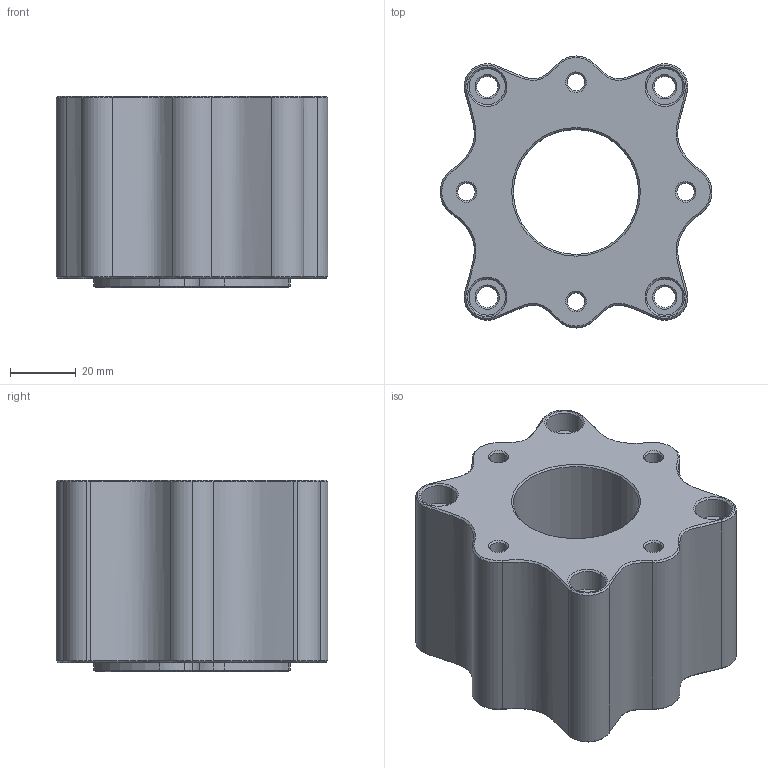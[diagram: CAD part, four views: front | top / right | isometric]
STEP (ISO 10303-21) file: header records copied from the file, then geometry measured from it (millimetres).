
FILE_DESCRIPTION (( 'STEP AP214' ), '1' );
FILE_NAME ('linear_motor_mount_2.STEP', '2023-06-19T22:54:50', ( '' ), ( '' ), 'SwSTEP 2.0', 'SolidWorks 2022', '' );
FILE_SCHEMA (( 'AUTOMOTIVE_DESIGN' ));
Length unit declared in the file: millimetre
Products named in the file (1): linear_motor_mount_2
Bounding box: 82.67 x 82.67 x 58.3 mm (x, y, z)
Volume: 209395.7 mm3; surface area: 40628.3 mm2
Topology: 1 solids, 1 shells, 188 faces, 441 edges, 260 vertices
Faces by surface type: cone 94, cylinder 59, bspline 24, plane 11
Entity records: 10867 total; most frequent: CARTESIAN_POINT 6550, DIRECTION 923, ORIENTED_EDGE 882, EDGE_CURVE 441, AXIS2_PLACEMENT_3D 389, VERTEX_POINT 260, CIRCLE 224, EDGE_LOOP 211
